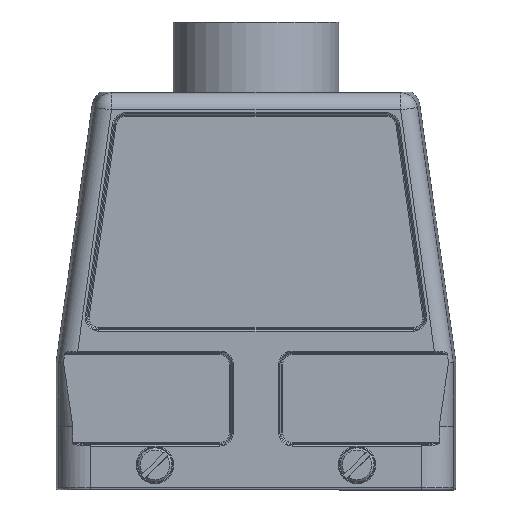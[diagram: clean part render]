
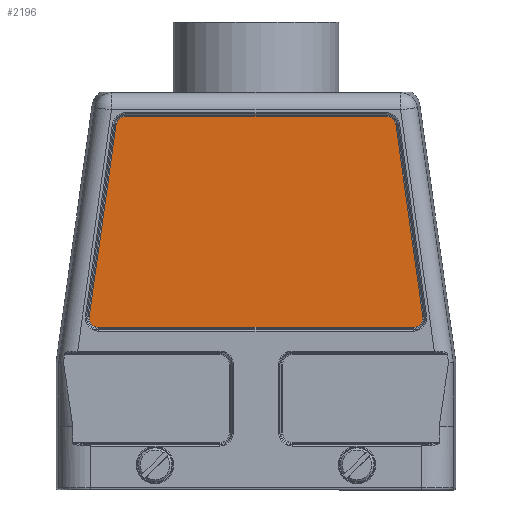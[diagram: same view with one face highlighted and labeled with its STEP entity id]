
A CAD part, front view. The second image highlights one B-rep face of the part: STEP entity #2196.
In plain terms, the highlighted planar face has unit normal (0, -1, 0).
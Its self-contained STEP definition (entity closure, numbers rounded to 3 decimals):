
#1479=FACE_OUTER_BOUND('',#4526,.T.);
#2196=ADVANCED_FACE('',(#1479),#2780,.T.);
#2780=PLANE('',#11226);
#3128=LINE('',#17070,#3792);
#3129=LINE('',#17074,#3793);
#3130=LINE('',#17078,#3794);
#3131=LINE('',#17082,#3795);
#3792=VECTOR('',#12536,1.);
#3793=VECTOR('',#12539,1.);
#3794=VECTOR('',#12542,1.);
#3795=VECTOR('',#12545,1.);
#4526=EDGE_LOOP('',(#5419,#5420,#5421,#5422,#5423,#5424,#5425,#5426));
#5419=ORIENTED_EDGE('',*,*,#9020,.T.);
#5420=ORIENTED_EDGE('',*,*,#9021,.T.);
#5421=ORIENTED_EDGE('',*,*,#9022,.T.);
#5422=ORIENTED_EDGE('',*,*,#9023,.T.);
#5423=ORIENTED_EDGE('',*,*,#9024,.T.);
#5424=ORIENTED_EDGE('',*,*,#9025,.T.);
#5425=ORIENTED_EDGE('',*,*,#9026,.T.);
#5426=ORIENTED_EDGE('',*,*,#9027,.T.);
#8139=VERTEX_POINT('',#17068);
#8140=VERTEX_POINT('',#17069);
#8141=VERTEX_POINT('',#17071);
#8142=VERTEX_POINT('',#17073);
#8143=VERTEX_POINT('',#17075);
#8144=VERTEX_POINT('',#17077);
#8145=VERTEX_POINT('',#17079);
#8146=VERTEX_POINT('',#17081);
#9020=EDGE_CURVE('',#8139,#8140,#10194,.T.);
#9021=EDGE_CURVE('',#8140,#8141,#3128,.T.);
#9022=EDGE_CURVE('',#8141,#8142,#10195,.T.);
#9023=EDGE_CURVE('',#8142,#8143,#3129,.T.);
#9024=EDGE_CURVE('',#8143,#8144,#10196,.T.);
#9025=EDGE_CURVE('',#8144,#8145,#3130,.T.);
#9026=EDGE_CURVE('',#8145,#8146,#10197,.T.);
#9027=EDGE_CURVE('',#8146,#8139,#3131,.T.);
#10194=CIRCLE('',#11222,2.29);
#10195=CIRCLE('',#11223,2.29);
#10196=CIRCLE('',#11224,2.29);
#10197=CIRCLE('',#11225,2.29);
#11222=AXIS2_PLACEMENT_3D('',#17067,#12534,#12535);
#11223=AXIS2_PLACEMENT_3D('',#17072,#12537,#12538);
#11224=AXIS2_PLACEMENT_3D('',#17076,#12540,#12541);
#11225=AXIS2_PLACEMENT_3D('',#17080,#12543,#12544);
#11226=AXIS2_PLACEMENT_3D('',#17083,#12546,#12547);
#12534=DIRECTION('',(0.,-1.,0.));
#12535=DIRECTION('',(0.,0.,1.));
#12536=DIRECTION('',(-1.,0.,0.));
#12537=DIRECTION('',(0.,-1.,0.));
#12538=DIRECTION('',(0.,0.,1.));
#12539=DIRECTION('',(-0.139,0.,-0.99));
#12540=DIRECTION('',(0.,-1.,0.));
#12541=DIRECTION('',(0.,0.,1.));
#12542=DIRECTION('',(1.,0.,0.));
#12543=DIRECTION('',(0.,-1.,0.));
#12544=DIRECTION('',(0.,0.,1.));
#12545=DIRECTION('',(-0.139,0.,0.99));
#12546=DIRECTION('',(0.,-1.,0.));
#12547=DIRECTION('',(0.,0.,1.));
#17067=CARTESIAN_POINT('',(30.616,-40.,76.35));
#17068=CARTESIAN_POINT('',(32.884,-40.,76.669));
#17069=CARTESIAN_POINT('',(30.616,-40.,78.64));
#17070=CARTESIAN_POINT('',(30.616,-40.,78.64));
#17071=CARTESIAN_POINT('',(-30.616,-40.,78.64));
#17072=CARTESIAN_POINT('',(-30.616,-40.,76.35));
#17073=CARTESIAN_POINT('',(-32.884,-40.,76.669));
#17074=CARTESIAN_POINT('',(-32.884,-40.,76.669));
#17075=CARTESIAN_POINT('',(-39.208,-40.,31.669));
#17076=CARTESIAN_POINT('',(-36.941,-40.,31.35));
#17077=CARTESIAN_POINT('',(-36.941,-40.,29.06));
#17078=CARTESIAN_POINT('',(-36.941,-40.,29.06));
#17079=CARTESIAN_POINT('',(36.941,-40.,29.06));
#17080=CARTESIAN_POINT('',(36.941,-40.,31.35));
#17081=CARTESIAN_POINT('',(39.208,-40.,31.669));
#17082=CARTESIAN_POINT('',(39.208,-40.,31.669));
#17083=CARTESIAN_POINT('',(-30.616,-40.,76.35));
